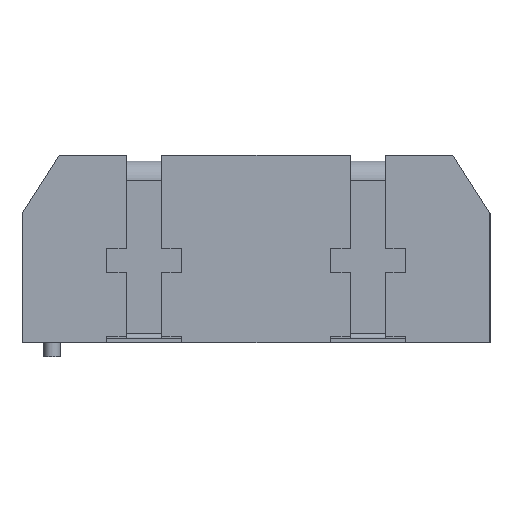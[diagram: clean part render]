
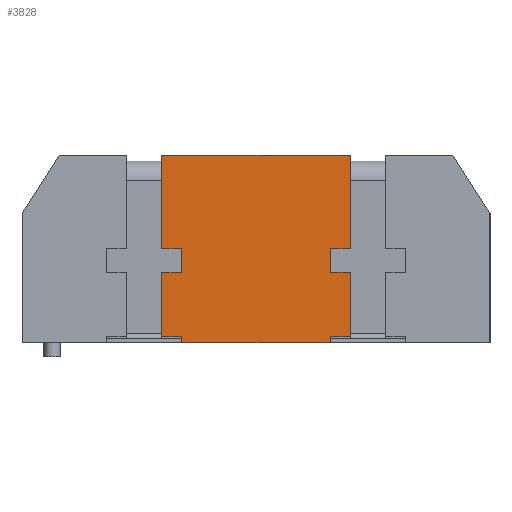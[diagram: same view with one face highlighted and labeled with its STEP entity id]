
A CAD part, left-side view. The second image highlights one B-rep face of the part: STEP entity #3828.
In plain terms, the highlighted planar face has unit normal (-1, 0, 0).
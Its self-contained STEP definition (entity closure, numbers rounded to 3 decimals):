
#1088 = VERTEX_POINT('',#1089);
#1089 = CARTESIAN_POINT('',(-38.55,-6.35,0.));
#1095 = EDGE_CURVE('',#1096,#1088,#1098,.T.);
#1096 = VERTEX_POINT('',#1097);
#1097 = CARTESIAN_POINT('',(-38.55,6.35,0.));
#1098 = LINE('',#1099,#1100);
#1099 = CARTESIAN_POINT('',(-38.55,-6.35,0.));
#1100 = VECTOR('',#1101,1.);
#1101 = DIRECTION('',(0.,-1.,0.));
#3665 = VERTEX_POINT('',#3666);
#3666 = CARTESIAN_POINT('',(-38.55,-6.35,0.4));
#3672 = EDGE_CURVE('',#3665,#3673,#3675,.T.);
#3673 = VERTEX_POINT('',#3674);
#3674 = CARTESIAN_POINT('',(-38.55,-6.35,0.5));
#3675 = LINE('',#3676,#3677);
#3676 = CARTESIAN_POINT('',(-38.55,-6.35,0.));
#3677 = VECTOR('',#3678,1.);
#3678 = DIRECTION('',(0.,0.,1.));
#3697 = VERTEX_POINT('',#3698);
#3698 = CARTESIAN_POINT('',(-38.55,-6.35,6.));
#3704 = EDGE_CURVE('',#3697,#3705,#3707,.T.);
#3705 = VERTEX_POINT('',#3706);
#3706 = CARTESIAN_POINT('',(-38.55,-6.35,8.));
#3707 = LINE('',#3708,#3709);
#3708 = CARTESIAN_POINT('',(-38.55,-6.35,6.));
#3709 = VECTOR('',#3710,1.);
#3710 = DIRECTION('',(0.,0.,1.));
#3828 = ADVANCED_FACE('',(#3829),#3948,.T.);
#3829 = FACE_BOUND('',#3830,.T.);
#3830 = EDGE_LOOP('',(#3831,#3839,#3847,#3855,#3863,#3871,#3879,#3887,
    #3895,#3903,#3911,#3917,#3918,#3924,#3925,#3933,#3941,#3947));
#3831 = ORIENTED_EDGE('',*,*,#3832,.T.);
#3832 = EDGE_CURVE('',#3705,#3833,#3835,.T.);
#3833 = VERTEX_POINT('',#3834);
#3834 = CARTESIAN_POINT('',(-38.55,-8.05,8.));
#3835 = LINE('',#3836,#3837);
#3836 = CARTESIAN_POINT('',(-38.55,-6.35,8.));
#3837 = VECTOR('',#3838,1.);
#3838 = DIRECTION('',(0.,-1.,0.));
#3839 = ORIENTED_EDGE('',*,*,#3840,.T.);
#3840 = EDGE_CURVE('',#3833,#3841,#3843,.T.);
#3841 = VERTEX_POINT('',#3842);
#3842 = CARTESIAN_POINT('',(-38.55,-8.05,16.));
#3843 = LINE('',#3844,#3845);
#3844 = CARTESIAN_POINT('',(-38.55,-8.05,8.));
#3845 = VECTOR('',#3846,1.);
#3846 = DIRECTION('',(0.,0.,1.));
#3847 = ORIENTED_EDGE('',*,*,#3848,.T.);
#3848 = EDGE_CURVE('',#3841,#3849,#3851,.T.);
#3849 = VERTEX_POINT('',#3850);
#3850 = CARTESIAN_POINT('',(-38.55,8.05,16.));
#3851 = LINE('',#3852,#3853);
#3852 = CARTESIAN_POINT('',(-38.55,8.05,16.));
#3853 = VECTOR('',#3854,1.);
#3854 = DIRECTION('',(0.,1.,0.));
#3855 = ORIENTED_EDGE('',*,*,#3856,.T.);
#3856 = EDGE_CURVE('',#3849,#3857,#3859,.T.);
#3857 = VERTEX_POINT('',#3858);
#3858 = CARTESIAN_POINT('',(-38.55,8.05,8.));
#3859 = LINE('',#3860,#3861);
#3860 = CARTESIAN_POINT('',(-38.55,8.05,16.));
#3861 = VECTOR('',#3862,1.);
#3862 = DIRECTION('',(0.,0.,-1.));
#3863 = ORIENTED_EDGE('',*,*,#3864,.T.);
#3864 = EDGE_CURVE('',#3857,#3865,#3867,.T.);
#3865 = VERTEX_POINT('',#3866);
#3866 = CARTESIAN_POINT('',(-38.55,6.35,8.));
#3867 = LINE('',#3868,#3869);
#3868 = CARTESIAN_POINT('',(-38.55,8.05,8.));
#3869 = VECTOR('',#3870,1.);
#3870 = DIRECTION('',(0.,-1.,0.));
#3871 = ORIENTED_EDGE('',*,*,#3872,.T.);
#3872 = EDGE_CURVE('',#3865,#3873,#3875,.T.);
#3873 = VERTEX_POINT('',#3874);
#3874 = CARTESIAN_POINT('',(-38.55,6.35,6.));
#3875 = LINE('',#3876,#3877);
#3876 = CARTESIAN_POINT('',(-38.55,6.35,8.));
#3877 = VECTOR('',#3878,1.);
#3878 = DIRECTION('',(0.,0.,-1.));
#3879 = ORIENTED_EDGE('',*,*,#3880,.T.);
#3880 = EDGE_CURVE('',#3873,#3881,#3883,.T.);
#3881 = VERTEX_POINT('',#3882);
#3882 = CARTESIAN_POINT('',(-38.55,8.05,6.));
#3883 = LINE('',#3884,#3885);
#3884 = CARTESIAN_POINT('',(-38.55,6.35,6.));
#3885 = VECTOR('',#3886,1.);
#3886 = DIRECTION('',(0.,1.,0.));
#3887 = ORIENTED_EDGE('',*,*,#3888,.T.);
#3888 = EDGE_CURVE('',#3881,#3889,#3891,.T.);
#3889 = VERTEX_POINT('',#3890);
#3890 = CARTESIAN_POINT('',(-38.55,8.05,0.5));
#3891 = LINE('',#3892,#3893);
#3892 = CARTESIAN_POINT('',(-38.55,8.05,6.));
#3893 = VECTOR('',#3894,1.);
#3894 = DIRECTION('',(0.,0.,-1.));
#3895 = ORIENTED_EDGE('',*,*,#3896,.T.);
#3896 = EDGE_CURVE('',#3889,#3897,#3899,.T.);
#3897 = VERTEX_POINT('',#3898);
#3898 = CARTESIAN_POINT('',(-38.55,6.35,0.5));
#3899 = LINE('',#3900,#3901);
#3900 = CARTESIAN_POINT('',(-38.55,8.05,0.5));
#3901 = VECTOR('',#3902,1.);
#3902 = DIRECTION('',(0.,-1.,0.));
#3903 = ORIENTED_EDGE('',*,*,#3904,.T.);
#3904 = EDGE_CURVE('',#3897,#3905,#3907,.T.);
#3905 = VERTEX_POINT('',#3906);
#3906 = CARTESIAN_POINT('',(-38.55,6.35,0.4));
#3907 = LINE('',#3908,#3909);
#3908 = CARTESIAN_POINT('',(-38.55,6.35,0.5));
#3909 = VECTOR('',#3910,1.);
#3910 = DIRECTION('',(0.,0.,-1.));
#3911 = ORIENTED_EDGE('',*,*,#3912,.T.);
#3912 = EDGE_CURVE('',#3905,#1096,#3913,.T.);
#3913 = LINE('',#3914,#3915);
#3914 = CARTESIAN_POINT('',(-38.55,6.35,0.5));
#3915 = VECTOR('',#3916,1.);
#3916 = DIRECTION('',(0.,0.,-1.));
#3917 = ORIENTED_EDGE('',*,*,#1095,.T.);
#3918 = ORIENTED_EDGE('',*,*,#3919,.T.);
#3919 = EDGE_CURVE('',#1088,#3665,#3920,.T.);
#3920 = LINE('',#3921,#3922);
#3921 = CARTESIAN_POINT('',(-38.55,-6.35,0.));
#3922 = VECTOR('',#3923,1.);
#3923 = DIRECTION('',(0.,0.,1.));
#3924 = ORIENTED_EDGE('',*,*,#3672,.T.);
#3925 = ORIENTED_EDGE('',*,*,#3926,.T.);
#3926 = EDGE_CURVE('',#3673,#3927,#3929,.T.);
#3927 = VERTEX_POINT('',#3928);
#3928 = CARTESIAN_POINT('',(-38.55,-8.05,0.5));
#3929 = LINE('',#3930,#3931);
#3930 = CARTESIAN_POINT('',(-38.55,-6.35,0.5));
#3931 = VECTOR('',#3932,1.);
#3932 = DIRECTION('',(0.,-1.,0.));
#3933 = ORIENTED_EDGE('',*,*,#3934,.T.);
#3934 = EDGE_CURVE('',#3927,#3935,#3937,.T.);
#3935 = VERTEX_POINT('',#3936);
#3936 = CARTESIAN_POINT('',(-38.55,-8.05,6.));
#3937 = LINE('',#3938,#3939);
#3938 = CARTESIAN_POINT('',(-38.55,-8.05,0.5));
#3939 = VECTOR('',#3940,1.);
#3940 = DIRECTION('',(0.,0.,1.));
#3941 = ORIENTED_EDGE('',*,*,#3942,.T.);
#3942 = EDGE_CURVE('',#3935,#3697,#3943,.T.);
#3943 = LINE('',#3944,#3945);
#3944 = CARTESIAN_POINT('',(-38.55,-8.05,6.));
#3945 = VECTOR('',#3946,1.);
#3946 = DIRECTION('',(0.,1.,0.));
#3947 = ORIENTED_EDGE('',*,*,#3704,.T.);
#3948 = PLANE('',#3949);
#3949 = AXIS2_PLACEMENT_3D('',#3950,#3951,#3952);
#3950 = CARTESIAN_POINT('',(-38.55,0.,0.));
#3951 = DIRECTION('',(-1.,0.,0.));
#3952 = DIRECTION('',(0.,0.,1.));
